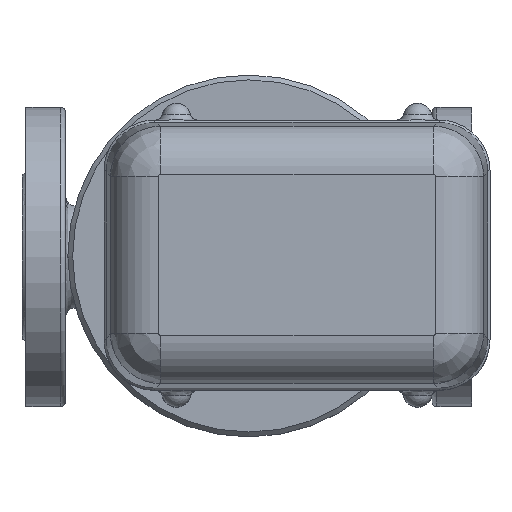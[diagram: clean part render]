
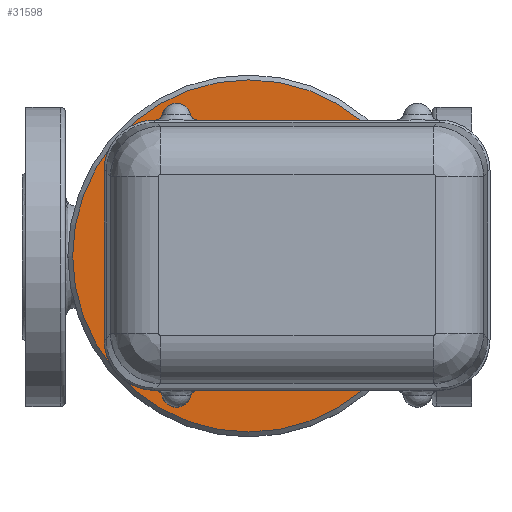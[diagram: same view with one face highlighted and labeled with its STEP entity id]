
A CAD part, top view. The second image highlights one B-rep face of the part: STEP entity #31598.
In plain terms, the highlighted planar face has unit normal (0, 0, 1).
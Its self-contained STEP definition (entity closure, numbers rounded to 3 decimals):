
#31564=CARTESIAN_POINT('',(73.0,0.,284.3));
#31565=VERTEX_POINT('',#31564);
#31566=CARTESIAN_POINT('',(0.0,0.0,284.3));
#31567=DIRECTION('',(0.0,0.0,-1.0));
#31568=DIRECTION('',(-1.0,0.0,0.0));
#31569=AXIS2_PLACEMENT_3D('',#31566,#31567,#31568);
#31570=CIRCLE('',#31569,73.0);
#31571=EDGE_CURVE('',#31565,#31565,#31570,.T.);
#31579=CARTESIAN_POINT('',(0.0,0.0,284.3));
#31580=DIRECTION('',(0.0,0.0,-1.0));
#31581=DIRECTION('',(-1.0,0.0,0.0));
#31582=AXIS2_PLACEMENT_3D('',#31579,#31580,#31581);
#31583=PLANE('',#31582);
#31584=ORIENTED_EDGE('',*,*,#31571,.F.);
#31585=EDGE_LOOP('',(#31584));
#31586=FACE_OUTER_BOUND('',#31585,.T.);
#31587=CARTESIAN_POINT('',(47.5,0.,284.3));
#31588=VERTEX_POINT('',#31587);
#31589=CARTESIAN_POINT('',(0.0,0.0,284.3));
#31590=DIRECTION('',(0.0,0.0,-1.0));
#31591=DIRECTION('',(-1.0,0.0,0.0));
#31592=AXIS2_PLACEMENT_3D('',#31589,#31590,#31591);
#31593=CIRCLE('',#31592,47.5);
#31594=EDGE_CURVE('',#31588,#31588,#31593,.T.);
#31595=ORIENTED_EDGE('',*,*,#31594,.T.);
#31596=EDGE_LOOP('',(#31595));
#31597=FACE_BOUND('',#31596,.T.);
#31598=ADVANCED_FACE('',(#31586,#31597),#31583,.F.);
